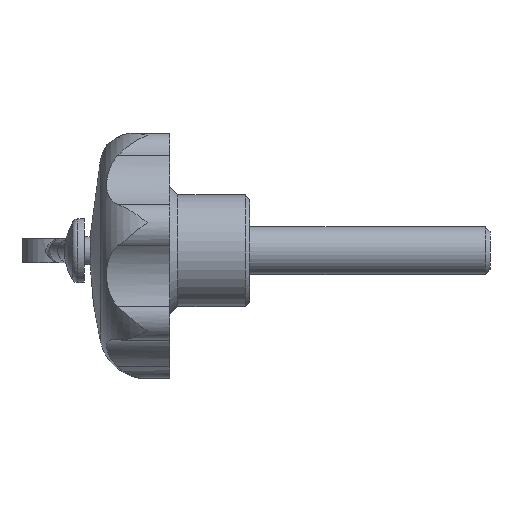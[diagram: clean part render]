
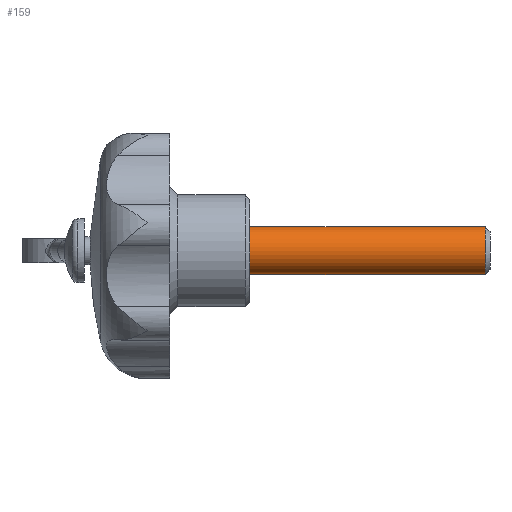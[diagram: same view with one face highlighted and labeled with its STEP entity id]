
A CAD part, left-side view. The second image highlights one B-rep face of the part: STEP entity #159.
In plain terms, the highlighted cylindrical face has radius 3 mm (diameter 6 mm), a full revolution.
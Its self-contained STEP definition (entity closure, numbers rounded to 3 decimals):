
#159 = ADVANCED_FACE( '', ( #340, #341 ), #342, .T. );
#340 = FACE_OUTER_BOUND( '', #538, .T. );
#341 = FACE_OUTER_BOUND( '', #539, .T. );
#342 = CYLINDRICAL_SURFACE( '', #540, 3. );
#538 = EDGE_LOOP( '', ( #956 ) );
#539 = EDGE_LOOP( '', ( #957 ) );
#540 = AXIS2_PLACEMENT_3D( '', #958, #959, #960 );
#956 = ORIENTED_EDGE( '', *, *, #1260, .F. );
#957 = ORIENTED_EDGE( '', *, *, #1261, .T. );
#958 = CARTESIAN_POINT( '', ( 0., -30., 0. ) );
#959 = DIRECTION( '', ( 0., 1., 0. ) );
#960 = DIRECTION( '', ( 0., 0., -1. ) );
#1260 = EDGE_CURVE( '', #1542, #1542, #1543, .T. );
#1261 = EDGE_CURVE( '', #1544, #1544, #1545, .T. );
#1542 = VERTEX_POINT( '', #2293 );
#1543 = CIRCLE( '', #2294, 3. );
#1544 = VERTEX_POINT( '', #2295 );
#1545 = CIRCLE( '', #2296, 3. );
#2293 = CARTESIAN_POINT( '', ( 0., -29.387, -3. ) );
#2294 = AXIS2_PLACEMENT_3D( '', #2551, #2552, #2553 );
#2295 = CARTESIAN_POINT( '', ( 0., 0., -3. ) );
#2296 = AXIS2_PLACEMENT_3D( '', #2554, #2555, #2556 );
#2551 = CARTESIAN_POINT( '', ( 0., -29.387, 0. ) );
#2552 = DIRECTION( '', ( 0., -1., 0. ) );
#2553 = DIRECTION( '', ( 0., 0., -1. ) );
#2554 = CARTESIAN_POINT( '', ( 0., 0., 0. ) );
#2555 = DIRECTION( '', ( 0., -1., 0. ) );
#2556 = DIRECTION( '', ( 0., 0., -1. ) );
